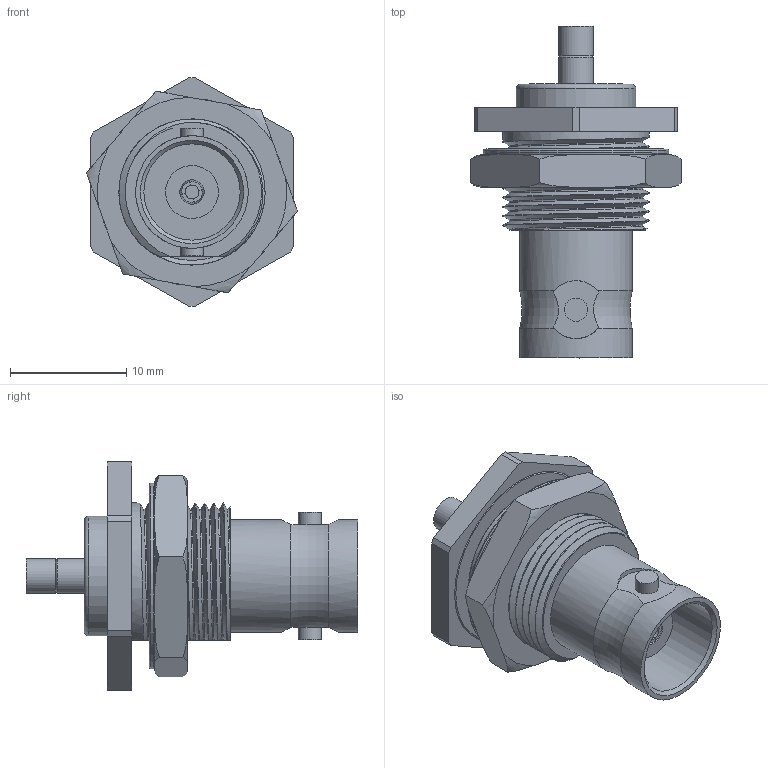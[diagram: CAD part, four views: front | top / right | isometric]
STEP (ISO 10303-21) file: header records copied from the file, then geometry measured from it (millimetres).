
FILE_DESCRIPTION(/* description */ ('Unknown'),/* implementation_level */ '2;1');
FILE_NAME(/* name */ '60725522512320',/* time_stamp */ '2025-06-10T10:55:23+02:00',/* author */ ('Unknown'),/* organization */ ('Unknown'),/* preprocessor_version */ 'ST-DEVELOPER v19.4',/* originating_system */ 'Solid Edge',/* authorisation */ 'Unknown');
FILE_SCHEMA (('AUTOMOTIVE_DESIGN {1 0 10303 214 3 1 1}'));
Length unit declared in the file: millimetre
Products named in the file (1): Pièce1
Bounding box: 18.18 x 28.6 x 19.65 mm (x, y, z)
Volume: 2384.3 mm3; surface area: 2944.3 mm2
Topology: 1 solids, 1 shells, 454 faces, 1270 edges, 795 vertices
Faces by surface type: plane 195, cylinder 131, cone 84, torus 22, bspline 22
Full cylindrical faces by diameter (mm): 0.3 x1, 0.4 x1, 0.95 x1, 0.97 x1, 1 x1, 1.2 x1, 1.25 x1, 1.45 x1, 1.5 x1, 1.8 x2, 2 x2, 2.1 x1, 2.2 x3, 2.25 x1, 3 x2, 4.56 x1, 8.3 x2, 9.45 x1, 9.7 x2, 10.3 x1, 12.6 x1, 16 x2, 16.1 x1
Entity records: 30756 total; most frequent: CARTESIAN_POINT 16505, ORIENTED_EDGE 2398, DIRECTION 2191, EDGE_CURVE 1199, AXIS2_PLACEMENT_3D 878, VERTEX_POINT 770, FACE_BOUND 565, EDGE_LOOP 564
